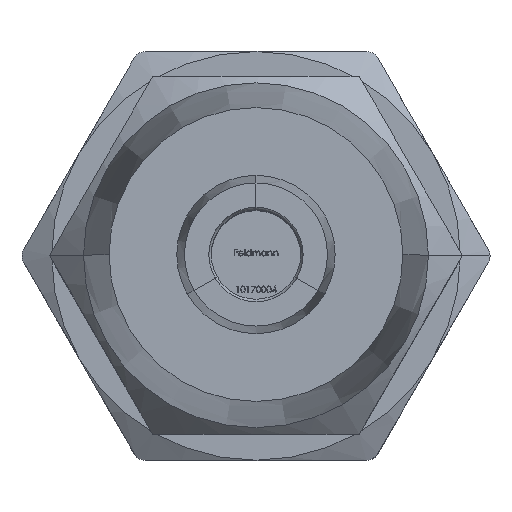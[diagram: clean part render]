
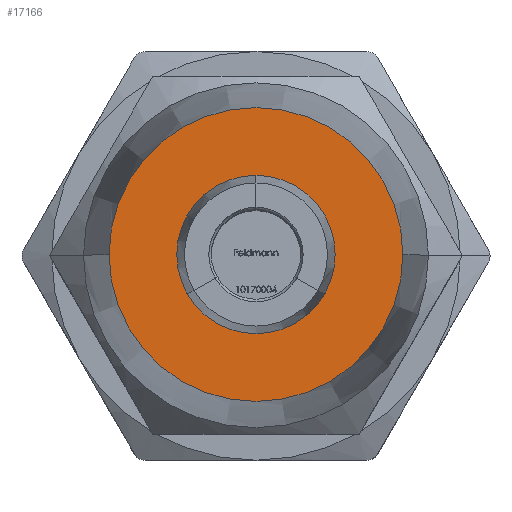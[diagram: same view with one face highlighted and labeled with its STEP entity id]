
A CAD part, top view. The second image highlights one B-rep face of the part: STEP entity #17166.
In plain terms, the highlighted planar face has unit normal (0, 0, 1).
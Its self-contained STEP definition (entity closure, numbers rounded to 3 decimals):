
#1385 = CARTESIAN_POINT ( 'NONE',  ( -5.75, 0., 32. ) ) ;
#1769 = AXIS2_PLACEMENT_3D ( 'NONE', #8225, #2760, #5492 ) ;
#2054 = CARTESIAN_POINT ( 'NONE',  ( 5.75, 0., 32. ) ) ;
#2191 = EDGE_LOOP ( 'NONE', ( #6612, #10472 ) ) ;
#2218 = PLANE ( 'NONE',  #7946 ) ;
#2557 = ORIENTED_EDGE ( 'NONE', *, *, #5320, .F. ) ;
#2760 = DIRECTION ( 'NONE',  ( 0., 0., -1. ) ) ;
#3095 = EDGE_CURVE ( 'NONE', #12712, #11463, #6951, .T. ) ;
#3503 = AXIS2_PLACEMENT_3D ( 'NONE', #13299, #5073, #7800 ) ;
#4167 = VERTEX_POINT ( 'NONE', #11866 ) ;
#5073 = DIRECTION ( 'NONE',  ( 0., 0., -1. ) ) ;
#5313 = VERTEX_POINT ( 'NONE', #16010 ) ;
#5320 = EDGE_CURVE ( 'NONE', #11463, #12712, #15545, .T. ) ;
#5492 = DIRECTION ( 'NONE',  ( -1., 0., 0. ) ) ;
#6612 = ORIENTED_EDGE ( 'NONE', *, *, #10914, .T. ) ;
#6669 = AXIS2_PLACEMENT_3D ( 'NONE', #7449, #8785, #9981 ) ;
#6951 = CIRCLE ( 'NONE', #6669, 5.75 ) ;
#7183 = CARTESIAN_POINT ( 'NONE',  ( 0., 0., 32. ) ) ;
#7449 = CARTESIAN_POINT ( 'NONE',  ( 0., 0., 32. ) ) ;
#7652 = EDGE_CURVE ( 'NONE', #5313, #4167, #16697, .T. ) ;
#7800 = DIRECTION ( 'NONE',  ( -1., 0., 0. ) ) ;
#7945 = CIRCLE ( 'NONE', #12172, 3.1 ) ;
#7946 = AXIS2_PLACEMENT_3D ( 'NONE', #13486, #10831, #12094 ) ;
#8225 = CARTESIAN_POINT ( 'NONE',  ( 0., 0., 32. ) ) ;
#8785 = DIRECTION ( 'NONE',  ( 0., 0., -1. ) ) ;
#9981 = DIRECTION ( 'NONE',  ( -1., 0., 0. ) ) ;
#10472 = ORIENTED_EDGE ( 'NONE', *, *, #7652, .T. ) ;
#10539 = FACE_OUTER_BOUND ( 'NONE', #14108, .T. ) ;
#10831 = DIRECTION ( 'NONE',  ( 0., 0., -1. ) ) ;
#10914 = EDGE_CURVE ( 'NONE', #4167, #5313, #7945, .T. ) ;
#11463 = VERTEX_POINT ( 'NONE', #1385 ) ;
#11866 = CARTESIAN_POINT ( 'NONE',  ( -3.1, 0., 32. ) ) ;
#12094 = DIRECTION ( 'NONE',  ( -1., 0., 0. ) ) ;
#12172 = AXIS2_PLACEMENT_3D ( 'NONE', #7183, #14120, #14002 ) ;
#12712 = VERTEX_POINT ( 'NONE', #2054 ) ;
#13299 = CARTESIAN_POINT ( 'NONE',  ( 0., 0., 32. ) ) ;
#13486 = CARTESIAN_POINT ( 'NONE',  ( 5.75, 0., 32. ) ) ;
#14002 = DIRECTION ( 'NONE',  ( -1., 0., 0. ) ) ;
#14108 = EDGE_LOOP ( 'NONE', ( #2557, #17384 ) ) ;
#14120 = DIRECTION ( 'NONE',  ( 0., 0., -1. ) ) ;
#14617 = FACE_BOUND ( 'NONE', #2191, .T. ) ;
#15545 = CIRCLE ( 'NONE', #3503, 5.75 ) ;
#16010 = CARTESIAN_POINT ( 'NONE',  ( 3.1, 0., 32. ) ) ;
#16697 = CIRCLE ( 'NONE', #1769, 3.1 ) ;
#17166 = ADVANCED_FACE ( 'NONE', ( #10539, #14617 ), #2218, .F. ) ;
#17384 = ORIENTED_EDGE ( 'NONE', *, *, #3095, .F. ) ;
